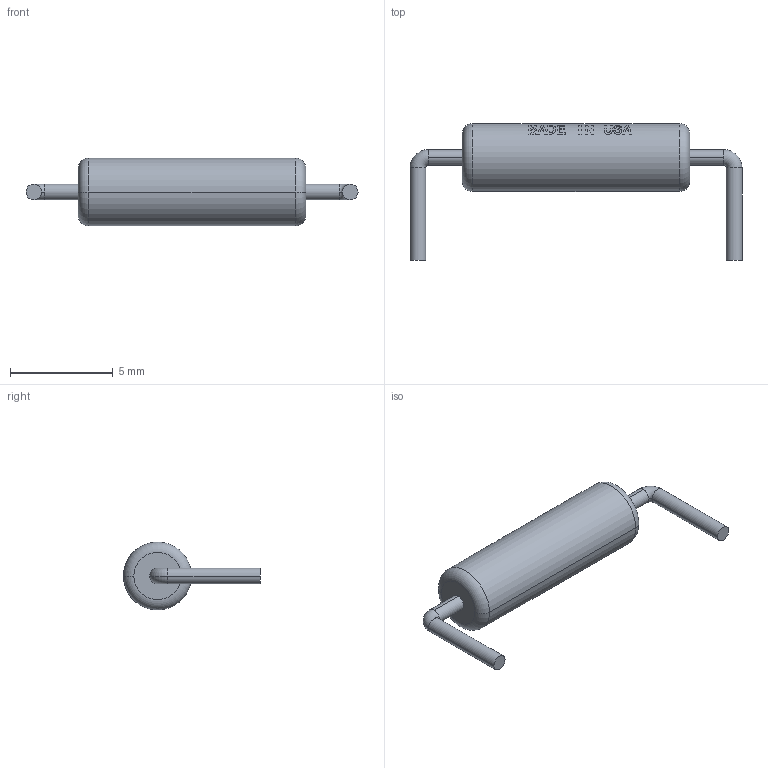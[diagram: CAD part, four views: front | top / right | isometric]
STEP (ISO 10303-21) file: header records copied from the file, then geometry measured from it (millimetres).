
FILE_DESCRIPTION (( 'STEP AP214' ), '1' );
FILE_NAME ('RAµç×è1W220K.STEP', '2012-05-27T10:13:48', ( '' ), ( '' ), 'SwSTEP 2.0', 'SolidWorks 2012', '' );
FILE_SCHEMA (( 'AUTOMOTIVE_DESIGN' ));
Length unit declared in the file: millimetre
Products named in the file (1): RA萇郯1W220K
Bounding box: 16.13 x 6.65 x 3.3 mm (x, y, z)
Volume: 99.9 mm3; surface area: 160.3 mm2
Topology: 1 solids, 1 shells, 46 faces, 229 edges, 207 vertices
Faces by surface type: cylinder 34, torus 8, plane 4
Entity records: 3195 total; most frequent: CARTESIAN_POINT 978, ORIENTED_EDGE 458, DIRECTION 319, EDGE_CURVE 229, VERTEX_POINT 207, AXIS2_PLACEMENT_3D 123, CIRCLE 76, VECTOR 73
